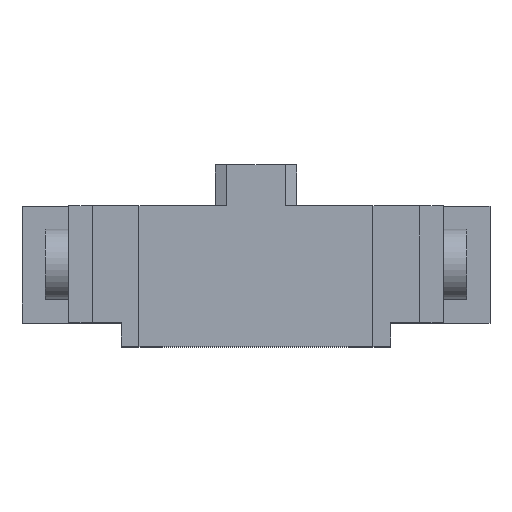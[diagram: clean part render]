
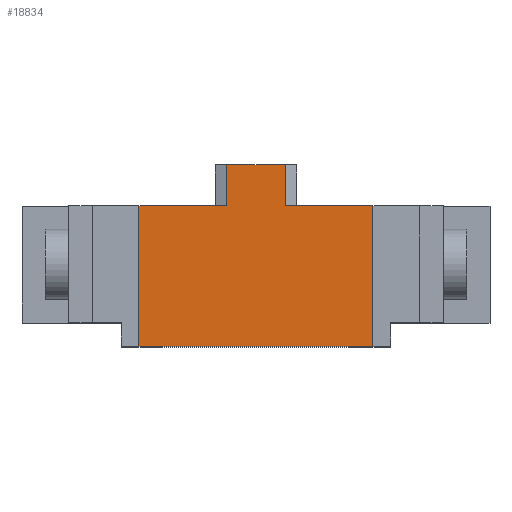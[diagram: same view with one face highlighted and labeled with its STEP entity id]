
A CAD part, top view. The second image highlights one B-rep face of the part: STEP entity #18834.
In plain terms, the highlighted planar face has unit normal (0, 0, 1).
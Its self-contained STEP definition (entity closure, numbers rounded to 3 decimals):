
#3236 = PLANE('',#3237);
#3237 = AXIS2_PLACEMENT_3D('',#3238,#3239,#3240);
#3238 = CARTESIAN_POINT('',(-12.8,3.4,-20.));
#3239 = DIRECTION('',(0.,1.,0.));
#3240 = DIRECTION('',(0.,0.,1.));
#4101 = PLANE('',#4102);
#4102 = AXIS2_PLACEMENT_3D('',#4103,#4104,#4105);
#4103 = CARTESIAN_POINT('',(8.,3.4,19.6));
#4104 = DIRECTION('',(-1.,0.,0.));
#4105 = DIRECTION('',(-0.,0.,1.));
#4129 = PLANE('',#4130);
#4130 = AXIS2_PLACEMENT_3D('',#4131,#4132,#4133);
#4131 = CARTESIAN_POINT('',(0.,-6.2,12.));
#4132 = DIRECTION('',(0.,1.,0.));
#4133 = DIRECTION('',(1.,0.,0.));
#5088 = PLANE('',#5089);
#5089 = AXIS2_PLACEMENT_3D('',#5090,#5091,#5092);
#5090 = CARTESIAN_POINT('',(-8.,3.4,19.6));
#5091 = DIRECTION('',(-1.,0.,0.));
#5092 = DIRECTION('',(-0.,0.,1.));
#5116 = PLANE('',#5117);
#5117 = AXIS2_PLACEMENT_3D('',#5118,#5119,#5120);
#5118 = CARTESIAN_POINT('',(-12.8,3.4,-20.));
#5119 = DIRECTION('',(0.,1.,0.));
#5120 = DIRECTION('',(0.,0.,1.));
#12400 = VERTEX_POINT('',#12401);
#12401 = CARTESIAN_POINT('',(2.,3.4,20.));
#12415 = PLANE('',#12416);
#12416 = AXIS2_PLACEMENT_3D('',#12417,#12418,#12419);
#12417 = CARTESIAN_POINT('',(2.,6.2,20.));
#12418 = DIRECTION('',(1.,0.,0.));
#12419 = DIRECTION('',(0.,-1.,0.));
#12427 = EDGE_CURVE('',#12428,#12400,#12430,.T.);
#12428 = VERTEX_POINT('',#12429);
#12429 = CARTESIAN_POINT('',(8.,3.4,20.));
#12430 = SURFACE_CURVE('',#12431,(#12435,#12442),.PCURVE_S1.);
#12431 = LINE('',#12432,#12433);
#12432 = CARTESIAN_POINT('',(12.8,3.4,20.));
#12433 = VECTOR('',#12434,1.);
#12434 = DIRECTION('',(-1.,0.,0.));
#12435 = PCURVE('',#3236,#12436);
#12436 = DEFINITIONAL_REPRESENTATION('',(#12437),#12441);
#12437 = LINE('',#12438,#12439);
#12438 = CARTESIAN_POINT('',(40.,25.6));
#12439 = VECTOR('',#12440,1.);
#12440 = DIRECTION('',(0.,-1.));
#12441 = ( GEOMETRIC_REPRESENTATION_CONTEXT(2) 
PARAMETRIC_REPRESENTATION_CONTEXT() REPRESENTATION_CONTEXT('2D SPACE',''
  ) );
#12442 = PCURVE('',#12443,#12448);
#12443 = PLANE('',#12444);
#12444 = AXIS2_PLACEMENT_3D('',#12445,#12446,#12447);
#12445 = CARTESIAN_POINT('',(12.8,-4.6,20.));
#12446 = DIRECTION('',(0.,0.,-1.));
#12447 = DIRECTION('',(0.,1.,0.));
#12448 = DEFINITIONAL_REPRESENTATION('',(#12449),#12453);
#12449 = LINE('',#12450,#12451);
#12450 = CARTESIAN_POINT('',(8.,0.));
#12451 = VECTOR('',#12452,1.);
#12452 = DIRECTION('',(0.,-1.));
#12453 = ( GEOMETRIC_REPRESENTATION_CONTEXT(2) 
PARAMETRIC_REPRESENTATION_CONTEXT() REPRESENTATION_CONTEXT('2D SPACE',''
  ) );
#13139 = VERTEX_POINT('',#13140);
#13140 = CARTESIAN_POINT('',(-8.,-6.2,20.));
#13161 = EDGE_CURVE('',#13139,#13162,#13164,.T.);
#13162 = VERTEX_POINT('',#13163);
#13163 = CARTESIAN_POINT('',(8.,-6.2,20.));
#13164 = SURFACE_CURVE('',#13165,(#13169,#13176),.PCURVE_S1.);
#13165 = LINE('',#13166,#13167);
#13166 = CARTESIAN_POINT('',(-12.8,-6.2,20.));
#13167 = VECTOR('',#13168,1.);
#13168 = DIRECTION('',(1.,0.,0.));
#13169 = PCURVE('',#4129,#13170);
#13170 = DEFINITIONAL_REPRESENTATION('',(#13171),#13175);
#13171 = LINE('',#13172,#13173);
#13172 = CARTESIAN_POINT('',(-12.8,-8.));
#13173 = VECTOR('',#13174,1.);
#13174 = DIRECTION('',(1.,0.));
#13175 = ( GEOMETRIC_REPRESENTATION_CONTEXT(2) 
PARAMETRIC_REPRESENTATION_CONTEXT() REPRESENTATION_CONTEXT('2D SPACE',''
  ) );
#13176 = PCURVE('',#12443,#13177);
#13177 = DEFINITIONAL_REPRESENTATION('',(#13178),#13182);
#13178 = LINE('',#13179,#13180);
#13179 = CARTESIAN_POINT('',(-1.6,-25.6));
#13180 = VECTOR('',#13181,1.);
#13181 = DIRECTION('',(0.,1.));
#13182 = ( GEOMETRIC_REPRESENTATION_CONTEXT(2) 
PARAMETRIC_REPRESENTATION_CONTEXT() REPRESENTATION_CONTEXT('2D SPACE',''
  ) );
#13547 = EDGE_CURVE('',#13162,#12428,#13548,.T.);
#13548 = SURFACE_CURVE('',#13549,(#13553,#13560),.PCURVE_S1.);
#13549 = LINE('',#13550,#13551);
#13550 = CARTESIAN_POINT('',(8.,-0.6,20.));
#13551 = VECTOR('',#13552,1.);
#13552 = DIRECTION('',(0.,1.,0.));
#13553 = PCURVE('',#4101,#13554);
#13554 = DEFINITIONAL_REPRESENTATION('',(#13555),#13559);
#13555 = LINE('',#13556,#13557);
#13556 = CARTESIAN_POINT('',(0.4,-4.));
#13557 = VECTOR('',#13558,1.);
#13558 = DIRECTION('',(0.,1.));
#13559 = ( GEOMETRIC_REPRESENTATION_CONTEXT(2) 
PARAMETRIC_REPRESENTATION_CONTEXT() REPRESENTATION_CONTEXT('2D SPACE',''
  ) );
#13560 = PCURVE('',#12443,#13561);
#13561 = DEFINITIONAL_REPRESENTATION('',(#13562),#13566);
#13562 = LINE('',#13563,#13564);
#13563 = CARTESIAN_POINT('',(4.,-4.8));
#13564 = VECTOR('',#13565,1.);
#13565 = DIRECTION('',(1.,0.));
#13566 = ( GEOMETRIC_REPRESENTATION_CONTEXT(2) 
PARAMETRIC_REPRESENTATION_CONTEXT() REPRESENTATION_CONTEXT('2D SPACE',''
  ) );
#13826 = VERTEX_POINT('',#13827);
#13827 = CARTESIAN_POINT('',(-8.,3.4,20.));
#13848 = EDGE_CURVE('',#13849,#13826,#13851,.T.);
#13849 = VERTEX_POINT('',#13850);
#13850 = CARTESIAN_POINT('',(-2.,3.4,20.));
#13851 = SURFACE_CURVE('',#13852,(#13856,#13863),.PCURVE_S1.);
#13852 = LINE('',#13853,#13854);
#13853 = CARTESIAN_POINT('',(12.8,3.4,20.));
#13854 = VECTOR('',#13855,1.);
#13855 = DIRECTION('',(-1.,0.,0.));
#13856 = PCURVE('',#5116,#13857);
#13857 = DEFINITIONAL_REPRESENTATION('',(#13858),#13862);
#13858 = LINE('',#13859,#13860);
#13859 = CARTESIAN_POINT('',(40.,25.6));
#13860 = VECTOR('',#13861,1.);
#13861 = DIRECTION('',(0.,-1.));
#13862 = ( GEOMETRIC_REPRESENTATION_CONTEXT(2) 
PARAMETRIC_REPRESENTATION_CONTEXT() REPRESENTATION_CONTEXT('2D SPACE',''
  ) );
#13863 = PCURVE('',#12443,#13864);
#13864 = DEFINITIONAL_REPRESENTATION('',(#13865),#13869);
#13865 = LINE('',#13866,#13867);
#13866 = CARTESIAN_POINT('',(8.,0.));
#13867 = VECTOR('',#13868,1.);
#13868 = DIRECTION('',(0.,-1.));
#13869 = ( GEOMETRIC_REPRESENTATION_CONTEXT(2) 
PARAMETRIC_REPRESENTATION_CONTEXT() REPRESENTATION_CONTEXT('2D SPACE',''
  ) );
#13887 = PLANE('',#13888);
#13888 = AXIS2_PLACEMENT_3D('',#13889,#13890,#13891);
#13889 = CARTESIAN_POINT('',(-2.,3.4,20.));
#13890 = DIRECTION('',(-1.,0.,0.));
#13891 = DIRECTION('',(0.,1.,0.));
#17571 = EDGE_CURVE('',#13139,#13826,#17572,.T.);
#17572 = SURFACE_CURVE('',#17573,(#17577,#17584),.PCURVE_S1.);
#17573 = LINE('',#17574,#17575);
#17574 = CARTESIAN_POINT('',(-8.,-0.6,20.));
#17575 = VECTOR('',#17576,1.);
#17576 = DIRECTION('',(0.,1.,0.));
#17577 = PCURVE('',#5088,#17578);
#17578 = DEFINITIONAL_REPRESENTATION('',(#17579),#17583);
#17579 = LINE('',#17580,#17581);
#17580 = CARTESIAN_POINT('',(0.4,-4.));
#17581 = VECTOR('',#17582,1.);
#17582 = DIRECTION('',(0.,1.));
#17583 = ( GEOMETRIC_REPRESENTATION_CONTEXT(2) 
PARAMETRIC_REPRESENTATION_CONTEXT() REPRESENTATION_CONTEXT('2D SPACE',''
  ) );
#17584 = PCURVE('',#12443,#17585);
#17585 = DEFINITIONAL_REPRESENTATION('',(#17586),#17590);
#17586 = LINE('',#17587,#17588);
#17587 = CARTESIAN_POINT('',(4.,-20.8));
#17588 = VECTOR('',#17589,1.);
#17589 = DIRECTION('',(1.,0.));
#17590 = ( GEOMETRIC_REPRESENTATION_CONTEXT(2) 
PARAMETRIC_REPRESENTATION_CONTEXT() REPRESENTATION_CONTEXT('2D SPACE',''
  ) );
#18194 = PLANE('',#18195);
#18195 = AXIS2_PLACEMENT_3D('',#18196,#18197,#18198);
#18196 = CARTESIAN_POINT('',(-2.,6.2,20.));
#18197 = DIRECTION('',(0.,1.,0.));
#18198 = DIRECTION('',(1.,0.,0.));
#18834 = ADVANCED_FACE('',(#18835),#12443,.F.);
#18835 = FACE_BOUND('',#18836,.F.);
#18836 = EDGE_LOOP('',(#18837,#18838,#18839,#18840,#18841,#18864,#18887,
    #18908));
#18837 = ORIENTED_EDGE('',*,*,#13547,.F.);
#18838 = ORIENTED_EDGE('',*,*,#13161,.F.);
#18839 = ORIENTED_EDGE('',*,*,#17571,.T.);
#18840 = ORIENTED_EDGE('',*,*,#13848,.F.);
#18841 = ORIENTED_EDGE('',*,*,#18842,.T.);
#18842 = EDGE_CURVE('',#13849,#18843,#18845,.T.);
#18843 = VERTEX_POINT('',#18844);
#18844 = CARTESIAN_POINT('',(-2.,6.2,20.));
#18845 = SURFACE_CURVE('',#18846,(#18850,#18857),.PCURVE_S1.);
#18846 = LINE('',#18847,#18848);
#18847 = CARTESIAN_POINT('',(-2.,3.4,20.));
#18848 = VECTOR('',#18849,1.);
#18849 = DIRECTION('',(0.,1.,0.));
#18850 = PCURVE('',#12443,#18851);
#18851 = DEFINITIONAL_REPRESENTATION('',(#18852),#18856);
#18852 = LINE('',#18853,#18854);
#18853 = CARTESIAN_POINT('',(8.,-14.8));
#18854 = VECTOR('',#18855,1.);
#18855 = DIRECTION('',(1.,0.));
#18856 = ( GEOMETRIC_REPRESENTATION_CONTEXT(2) 
PARAMETRIC_REPRESENTATION_CONTEXT() REPRESENTATION_CONTEXT('2D SPACE',''
  ) );
#18857 = PCURVE('',#13887,#18858);
#18858 = DEFINITIONAL_REPRESENTATION('',(#18859),#18863);
#18859 = LINE('',#18860,#18861);
#18860 = CARTESIAN_POINT('',(0.,0.));
#18861 = VECTOR('',#18862,1.);
#18862 = DIRECTION('',(1.,0.));
#18863 = ( GEOMETRIC_REPRESENTATION_CONTEXT(2) 
PARAMETRIC_REPRESENTATION_CONTEXT() REPRESENTATION_CONTEXT('2D SPACE',''
  ) );
#18864 = ORIENTED_EDGE('',*,*,#18865,.T.);
#18865 = EDGE_CURVE('',#18843,#18866,#18868,.T.);
#18866 = VERTEX_POINT('',#18867);
#18867 = CARTESIAN_POINT('',(2.,6.2,20.));
#18868 = SURFACE_CURVE('',#18869,(#18873,#18880),.PCURVE_S1.);
#18869 = LINE('',#18870,#18871);
#18870 = CARTESIAN_POINT('',(-2.,6.2,20.));
#18871 = VECTOR('',#18872,1.);
#18872 = DIRECTION('',(1.,0.,0.));
#18873 = PCURVE('',#12443,#18874);
#18874 = DEFINITIONAL_REPRESENTATION('',(#18875),#18879);
#18875 = LINE('',#18876,#18877);
#18876 = CARTESIAN_POINT('',(10.8,-14.8));
#18877 = VECTOR('',#18878,1.);
#18878 = DIRECTION('',(0.,1.));
#18879 = ( GEOMETRIC_REPRESENTATION_CONTEXT(2) 
PARAMETRIC_REPRESENTATION_CONTEXT() REPRESENTATION_CONTEXT('2D SPACE',''
  ) );
#18880 = PCURVE('',#18194,#18881);
#18881 = DEFINITIONAL_REPRESENTATION('',(#18882),#18886);
#18882 = LINE('',#18883,#18884);
#18883 = CARTESIAN_POINT('',(0.,0.));
#18884 = VECTOR('',#18885,1.);
#18885 = DIRECTION('',(1.,0.));
#18886 = ( GEOMETRIC_REPRESENTATION_CONTEXT(2) 
PARAMETRIC_REPRESENTATION_CONTEXT() REPRESENTATION_CONTEXT('2D SPACE',''
  ) );
#18887 = ORIENTED_EDGE('',*,*,#18888,.T.);
#18888 = EDGE_CURVE('',#18866,#12400,#18889,.T.);
#18889 = SURFACE_CURVE('',#18890,(#18894,#18901),.PCURVE_S1.);
#18890 = LINE('',#18891,#18892);
#18891 = CARTESIAN_POINT('',(2.,6.2,20.));
#18892 = VECTOR('',#18893,1.);
#18893 = DIRECTION('',(0.,-1.,0.));
#18894 = PCURVE('',#12443,#18895);
#18895 = DEFINITIONAL_REPRESENTATION('',(#18896),#18900);
#18896 = LINE('',#18897,#18898);
#18897 = CARTESIAN_POINT('',(10.8,-10.8));
#18898 = VECTOR('',#18899,1.);
#18899 = DIRECTION('',(-1.,0.));
#18900 = ( GEOMETRIC_REPRESENTATION_CONTEXT(2) 
PARAMETRIC_REPRESENTATION_CONTEXT() REPRESENTATION_CONTEXT('2D SPACE',''
  ) );
#18901 = PCURVE('',#12415,#18902);
#18902 = DEFINITIONAL_REPRESENTATION('',(#18903),#18907);
#18903 = LINE('',#18904,#18905);
#18904 = CARTESIAN_POINT('',(0.,0.));
#18905 = VECTOR('',#18906,1.);
#18906 = DIRECTION('',(1.,0.));
#18907 = ( GEOMETRIC_REPRESENTATION_CONTEXT(2) 
PARAMETRIC_REPRESENTATION_CONTEXT() REPRESENTATION_CONTEXT('2D SPACE',''
  ) );
#18908 = ORIENTED_EDGE('',*,*,#12427,.F.);
